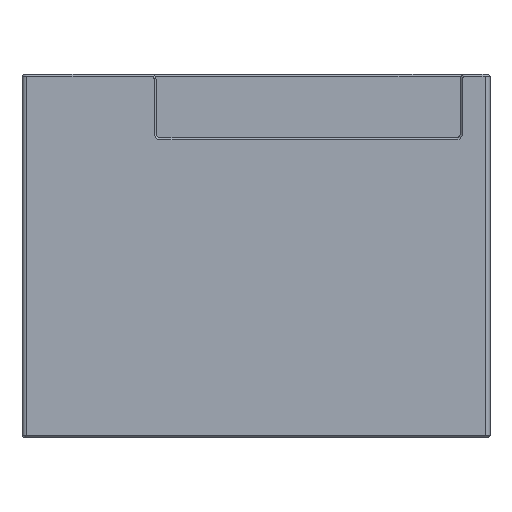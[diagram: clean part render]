
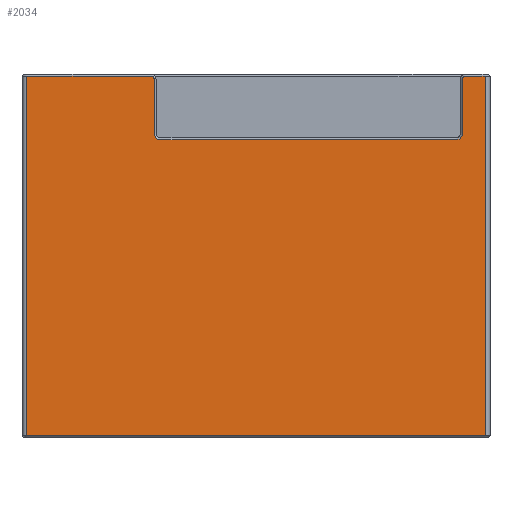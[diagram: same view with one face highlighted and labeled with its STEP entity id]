
A CAD part, top view. The second image highlights one B-rep face of the part: STEP entity #2034.
In plain terms, the highlighted planar face has unit normal (0, 0, 1).
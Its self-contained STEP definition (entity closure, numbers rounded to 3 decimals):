
#50=CIRCLE('',#2165,0.6);
#51=CIRCLE('',#2168,1.4);
#52=CIRCLE('',#2171,1.4);
#53=CIRCLE('',#2174,0.6);
#150=FACE_OUTER_BOUND('',#267,.T.);
#267=EDGE_LOOP('',(#1721,#1722,#1723,#1724,#1725,#1726,#1727,#1728,#1729,
#1730,#1731,#1732));
#499=LINE('',#3192,#761);
#501=LINE('',#3199,#763);
#504=LINE('',#3207,#766);
#507=LINE('',#3215,#769);
#511=LINE('',#3224,#773);
#519=LINE('',#3243,#781);
#520=LINE('',#3247,#782);
#521=LINE('',#3248,#783);
#761=VECTOR('',#2598,10.);
#763=VECTOR('',#2606,10.);
#766=VECTOR('',#2615,10.);
#769=VECTOR('',#2624,10.);
#773=VECTOR('',#2634,10.);
#781=VECTOR('',#2652,10.);
#782=VECTOR('',#2657,10.);
#783=VECTOR('',#2658,10.);
#967=VERTEX_POINT('',#3186);
#968=VERTEX_POINT('',#3190);
#969=VERTEX_POINT('',#3194);
#970=VERTEX_POINT('',#3198);
#971=VERTEX_POINT('',#3202);
#972=VERTEX_POINT('',#3206);
#973=VERTEX_POINT('',#3210);
#974=VERTEX_POINT('',#3214);
#975=VERTEX_POINT('',#3218);
#976=VERTEX_POINT('',#3222);
#982=VERTEX_POINT('',#3242);
#983=VERTEX_POINT('',#3246);
#1220=EDGE_CURVE('',#967,#968,#499,.T.);
#1222=EDGE_CURVE('',#968,#969,#50,.T.);
#1223=EDGE_CURVE('',#969,#970,#501,.T.);
#1226=EDGE_CURVE('',#970,#971,#51,.T.);
#1227=EDGE_CURVE('',#971,#972,#504,.T.);
#1230=EDGE_CURVE('',#972,#973,#52,.T.);
#1231=EDGE_CURVE('',#973,#974,#507,.T.);
#1234=EDGE_CURVE('',#974,#975,#53,.T.);
#1236=EDGE_CURVE('',#975,#976,#511,.T.);
#1245=EDGE_CURVE('',#976,#982,#519,.T.);
#1247=EDGE_CURVE('',#983,#967,#520,.T.);
#1248=EDGE_CURVE('',#982,#983,#521,.T.);
#1721=ORIENTED_EDGE('',*,*,#1236,.F.);
#1722=ORIENTED_EDGE('',*,*,#1234,.F.);
#1723=ORIENTED_EDGE('',*,*,#1231,.F.);
#1724=ORIENTED_EDGE('',*,*,#1230,.F.);
#1725=ORIENTED_EDGE('',*,*,#1227,.F.);
#1726=ORIENTED_EDGE('',*,*,#1226,.F.);
#1727=ORIENTED_EDGE('',*,*,#1223,.F.);
#1728=ORIENTED_EDGE('',*,*,#1222,.F.);
#1729=ORIENTED_EDGE('',*,*,#1220,.F.);
#1730=ORIENTED_EDGE('',*,*,#1247,.F.);
#1731=ORIENTED_EDGE('',*,*,#1248,.F.);
#1732=ORIENTED_EDGE('',*,*,#1245,.F.);
#1926=PLANE('',#2182);
#2034=ADVANCED_FACE('',(#150),#1926,.T.);
#2165=AXIS2_PLACEMENT_3D('',#3196,#2602,#2603);
#2168=AXIS2_PLACEMENT_3D('',#3204,#2611,#2612);
#2171=AXIS2_PLACEMENT_3D('',#3212,#2620,#2621);
#2174=AXIS2_PLACEMENT_3D('',#3220,#2629,#2630);
#2182=AXIS2_PLACEMENT_3D('',#3245,#2655,#2656);
#2598=DIRECTION('',(1.,0.,0.));
#2602=DIRECTION('center_axis',(0.,0.,-1.));
#2603=DIRECTION('ref_axis',(0.707,0.707,0.));
#2606=DIRECTION('',(0.,-1.,0.));
#2611=DIRECTION('center_axis',(0.,0.,1.));
#2612=DIRECTION('ref_axis',(-0.707,-0.707,0.));
#2615=DIRECTION('',(1.,0.,0.));
#2620=DIRECTION('center_axis',(0.,0.,1.));
#2621=DIRECTION('ref_axis',(0.707,-0.707,0.));
#2624=DIRECTION('',(0.,1.,0.));
#2629=DIRECTION('center_axis',(0.,0.,-1.));
#2630=DIRECTION('ref_axis',(-0.707,0.707,0.));
#2634=DIRECTION('',(1.,0.,0.));
#2652=DIRECTION('',(0.,-1.,0.));
#2655=DIRECTION('center_axis',(0.,0.,1.));
#2656=DIRECTION('ref_axis',(-1.,0.,0.));
#2657=DIRECTION('',(0.,1.,0.));
#2658=DIRECTION('',(-1.,0.,0.));
#3186=CARTESIAN_POINT('',(-94.3,72.6,34.6));
#3190=CARTESIAN_POINT('',(-69.,72.6,34.6));
#3192=CARTESIAN_POINT('',(-23.825,72.6,34.6));
#3194=CARTESIAN_POINT('',(-68.4,72.,34.6));
#3196=CARTESIAN_POINT('Origin',(-69.,72.,34.6));
#3198=CARTESIAN_POINT('',(-68.4,61.,34.6));
#3199=CARTESIAN_POINT('',(-68.4,30.,34.6));
#3202=CARTESIAN_POINT('',(-67.,59.6,34.6));
#3204=CARTESIAN_POINT('Origin',(-67.,61.,34.6));
#3206=CARTESIAN_POINT('',(-7.,59.6,34.6));
#3207=CARTESIAN_POINT('',(-3.,59.6,34.6));
#3210=CARTESIAN_POINT('',(-5.6,61.,34.6));
#3212=CARTESIAN_POINT('Origin',(-7.,61.,34.6));
#3214=CARTESIAN_POINT('',(-5.6,72.,34.6));
#3215=CARTESIAN_POINT('',(-5.6,36.5,34.6));
#3218=CARTESIAN_POINT('',(-5.,72.6,34.6));
#3220=CARTESIAN_POINT('Origin',(-5.,72.,34.6));
#3222=CARTESIAN_POINT('',(-1.,72.6,34.6));
#3224=CARTESIAN_POINT('',(-23.825,72.6,34.6));
#3242=CARTESIAN_POINT('',(-1.,-0.6,34.6));
#3243=CARTESIAN_POINT('',(-1.,0.,34.6));
#3245=CARTESIAN_POINT('Origin',(0.,0.,34.6));
#3246=CARTESIAN_POINT('',(-94.3,-0.6,34.6));
#3247=CARTESIAN_POINT('',(-94.3,0.,34.6));
#3248=CARTESIAN_POINT('',(-23.825,-0.6,34.6));
